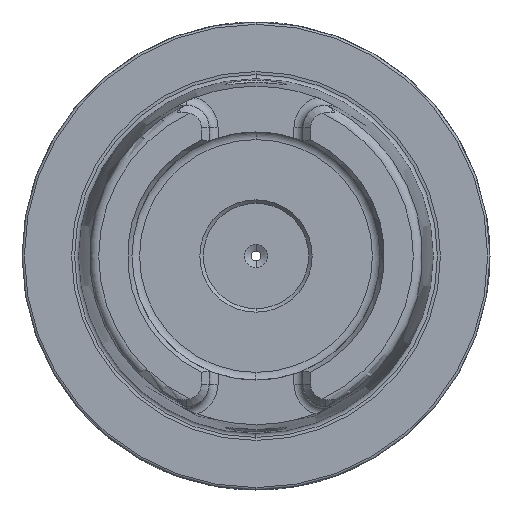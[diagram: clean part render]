
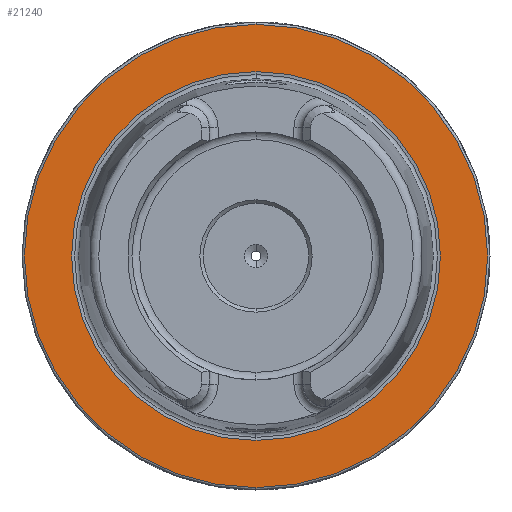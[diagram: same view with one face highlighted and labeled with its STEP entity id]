
A CAD part, left-side view. The second image highlights one B-rep face of the part: STEP entity #21240.
In plain terms, the highlighted planar face has unit normal (-1, 0, 0).
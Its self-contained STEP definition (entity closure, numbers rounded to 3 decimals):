
#513 = EDGE_CURVE ( 'NONE', #3294, #3289, #2754, .T. ) ;
#517 = EDGE_CURVE ( 'NONE', #3286, #3285, #2762, .T. ) ;
#1419 = DIRECTION ( 'NONE',  ( -1., 0., 0. ) ) ;
#1420 = CARTESIAN_POINT ( 'NONE',  ( 0., 0., 0. ) ) ;
#1421 = DIRECTION ( 'NONE',  ( 0., 0., 1. ) ) ;
#1422 = DIRECTION ( 'NONE',  ( 0., 0., 1. ) ) ;
#1423 = DIRECTION ( 'NONE',  ( -1., 0., 0. ) ) ;
#1425 = CARTESIAN_POINT ( 'NONE',  ( 0., 0., 0. ) ) ;
#1963 = DIRECTION ( 'NONE',  ( 0., 0., 1. ) ) ;
#1964 = CARTESIAN_POINT ( 'NONE',  ( 0., 0., 0. ) ) ;
#1965 = DIRECTION ( 'NONE',  ( -1., 0., 0. ) ) ;
#1975 = DIRECTION ( 'NONE',  ( 0., 0., 1. ) ) ;
#1976 = DIRECTION ( 'NONE',  ( -1., 0., 0. ) ) ;
#1977 = CARTESIAN_POINT ( 'NONE',  ( 0., 0., 0. ) ) ;
#2754 = CIRCLE ( 'NONE', #2758, 39.405 ) ;
#2758 = AXIS2_PLACEMENT_3D ( 'NONE', #1977, #1976, #1975 ) ;
#2762 = CIRCLE ( 'NONE', #2765, 49.5 ) ;
#2765 = AXIS2_PLACEMENT_3D ( 'NONE', #1964, #1965, #1963 ) ;
#3285 = VERTEX_POINT ( 'NONE', #18084 ) ;
#3286 = VERTEX_POINT ( 'NONE', #18083 ) ;
#3289 = VERTEX_POINT ( 'NONE', #18082 ) ;
#3294 = VERTEX_POINT ( 'NONE', #18075 ) ;
#3570 = CIRCLE ( 'NONE', #3596, 49.5 ) ;
#3595 = CIRCLE ( 'NONE', #3599, 39.405 ) ;
#3596 = AXIS2_PLACEMENT_3D ( 'NONE', #1425, #1423, #1422 ) ;
#3599 = AXIS2_PLACEMENT_3D ( 'NONE', #1420, #1419, #1421 ) ;
#15043 = ORIENTED_EDGE ( 'NONE', *, *, #517, .T. ) ;
#15045 = ORIENTED_EDGE ( 'NONE', *, *, #513, .F. ) ;
#15047 = ORIENTED_EDGE ( 'NONE', *, *, #20586, .T. ) ;
#15049 = ORIENTED_EDGE ( 'NONE', *, *, #20587, .F. ) ;
#15282 = EDGE_LOOP ( 'NONE', ( #15043, #15047 ) ) ;
#15296 = EDGE_LOOP ( 'NONE', ( #15049, #15045 ) ) ;
#16100 = FACE_BOUND ( 'NONE', #15296, .T. ) ;
#16107 = DIRECTION ( 'NONE',  ( 1., 0., 0. ) ) ;
#16111 = CARTESIAN_POINT ( 'NONE',  ( 0., 49.5, 0. ) ) ;
#16115 = FACE_OUTER_BOUND ( 'NONE', #15282, .T. ) ;
#16118 = PLANE ( 'NONE',  #16584 ) ;
#16122 = DIRECTION ( 'NONE',  ( 0., 0., -1. ) ) ;
#16584 = AXIS2_PLACEMENT_3D ( 'NONE', #16111, #16107, #16122 ) ;
#18075 = CARTESIAN_POINT ( 'NONE',  ( 0., 0., -39.405 ) ) ;
#18082 = CARTESIAN_POINT ( 'NONE',  ( 0., 0., 39.405 ) ) ;
#18083 = CARTESIAN_POINT ( 'NONE',  ( 0., 0., 49.5 ) ) ;
#18084 = CARTESIAN_POINT ( 'NONE',  ( 0., 0., -49.5 ) ) ;
#20586 = EDGE_CURVE ( 'NONE', #3285, #3286, #3570, .T. ) ;
#20587 = EDGE_CURVE ( 'NONE', #3289, #3294, #3595, .T. ) ;
#21240 = ADVANCED_FACE ( 'NONE', ( #16100, #16115 ), #16118, .F. ) ;
